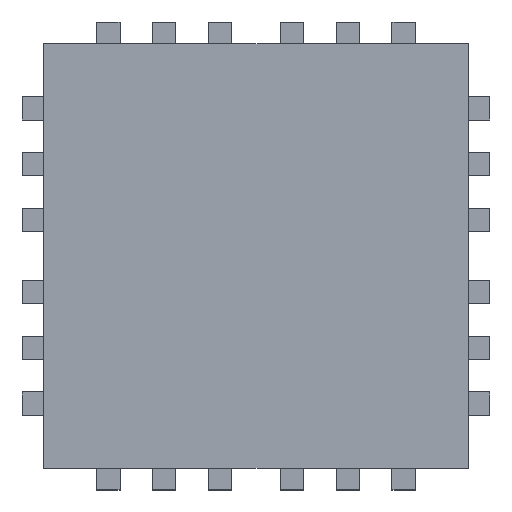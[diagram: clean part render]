
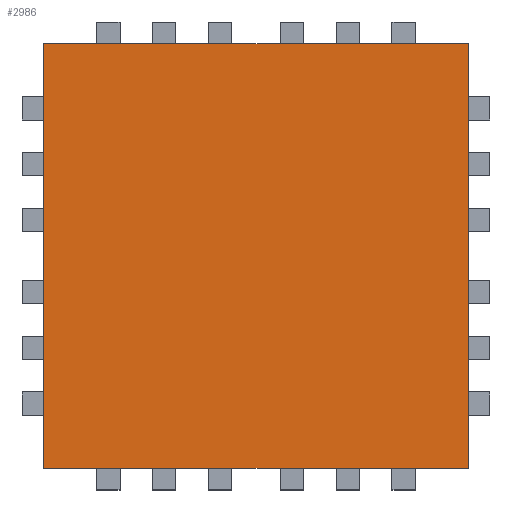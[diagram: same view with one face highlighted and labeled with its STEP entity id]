
A CAD part, top view. The second image highlights one B-rep face of the part: STEP entity #2986.
In plain terms, the highlighted planar face has unit normal (0, 0, 1).
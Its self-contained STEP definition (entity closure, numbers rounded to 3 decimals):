
#951=DIRECTION('',(0.,-1.,0.));
#952=VECTOR('',#951,3.9);
#953=CARTESIAN_POINT('',(-8.601,7.059,1.2));
#954=LINE('',#953,#952);
#955=DIRECTION('',(-1.,0.,0.));
#956=VECTOR('',#955,3.9);
#957=CARTESIAN_POINT('',(-4.701,7.059,1.2));
#958=LINE('',#957,#956);
#959=DIRECTION('',(0.,1.,0.));
#960=VECTOR('',#959,3.9);
#961=CARTESIAN_POINT('',(-4.701,3.159,1.2));
#962=LINE('',#961,#960);
#963=DIRECTION('',(1.,0.,0.));
#964=VECTOR('',#963,3.9);
#965=CARTESIAN_POINT('',(-8.601,3.159,1.2));
#966=LINE('',#965,#964);
#1515=CARTESIAN_POINT('',(-8.601,7.059,1.2));
#1516=CARTESIAN_POINT('',(-8.601,3.159,1.2));
#1517=VERTEX_POINT('',#1515);
#1518=VERTEX_POINT('',#1516);
#1519=CARTESIAN_POINT('',(-4.701,3.159,1.2));
#1520=VERTEX_POINT('',#1519);
#1521=CARTESIAN_POINT('',(-4.701,7.059,1.2));
#1522=VERTEX_POINT('',#1521);
#2973=CARTESIAN_POINT('',(0.,0.,1.2));
#2974=DIRECTION('',(0.,0.,1.));
#2975=DIRECTION('',(1.,0.,0.));
#2976=AXIS2_PLACEMENT_3D('',#2973,#2974,#2975);
#2977=PLANE('',#2976);
#2978=ORIENTED_EDGE('',*,*,#1853,.F.);
#2980=ORIENTED_EDGE('',*,*,#2979,.F.);
#2982=ORIENTED_EDGE('',*,*,#2981,.F.);
#2983=ORIENTED_EDGE('',*,*,#2814,.F.);
#2984=EDGE_LOOP('',(#2978,#2980,#2982,#2983));
#2985=FACE_OUTER_BOUND('',#2984,.F.);
#1853=EDGE_CURVE('',#1517,#1518,#954,.T.);
#2814=EDGE_CURVE('',#1518,#1520,#966,.T.);
#2979=EDGE_CURVE('',#1522,#1517,#958,.T.);
#2981=EDGE_CURVE('',#1520,#1522,#962,.T.);
#2986=ADVANCED_FACE('',(#2985),#2977,.T.);
